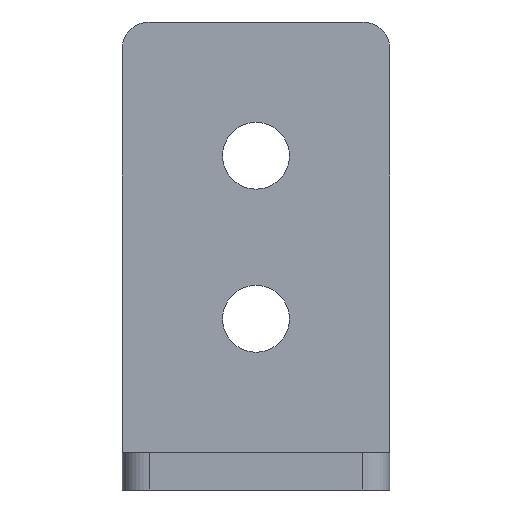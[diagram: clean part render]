
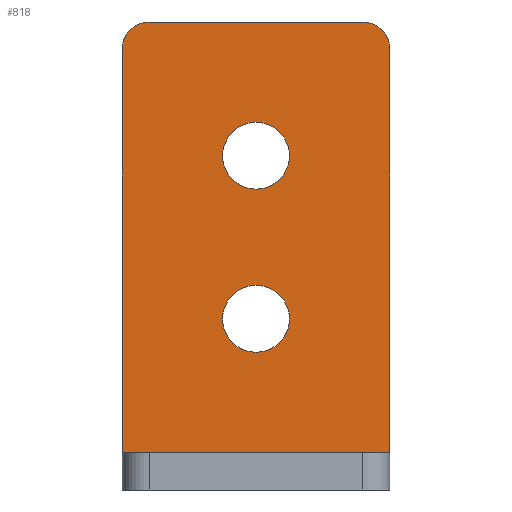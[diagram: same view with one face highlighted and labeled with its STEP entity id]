
A CAD part, left-side view. The second image highlights one B-rep face of the part: STEP entity #818.
In plain terms, the highlighted planar face has unit normal (-1, 0, 0).
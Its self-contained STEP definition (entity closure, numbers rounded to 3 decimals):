
#22=FACE_BOUND('',#140,.T.);
#23=FACE_BOUND('',#141,.T.);
#52=PLANE('',#896);
#91=FACE_OUTER_BOUND('',#139,.T.);
#139=EDGE_LOOP('',(#748,#749,#750,#751,#752,#753));
#140=EDGE_LOOP('',(#754));
#141=EDGE_LOOP('',(#755));
#169=LINE('',#1190,#263);
#220=LINE('',#1297,#314);
#234=LINE('',#1336,#328);
#237=LINE('',#1341,#331);
#263=VECTOR('',#964,1.);
#314=VECTOR('',#1053,1.);
#328=VECTOR('',#1097,1.);
#331=VECTOR('',#1102,1.);
#350=CIRCLE('',#887,2.5);
#351=CIRCLE('',#889,2.5);
#352=CIRCLE('',#891,2.);
#353=CIRCLE('',#895,2.);
#380=VERTEX_POINT('',#1188);
#381=VERTEX_POINT('',#1189);
#417=VERTEX_POINT('',#1294);
#418=VERTEX_POINT('',#1296);
#426=VERTEX_POINT('',#1323);
#427=VERTEX_POINT('',#1327);
#428=VERTEX_POINT('',#1331);
#429=VERTEX_POINT('',#1338);
#463=EDGE_CURVE('',#380,#381,#169,.T.);
#516=EDGE_CURVE('',#418,#417,#220,.T.);
#531=EDGE_CURVE('',#426,#426,#350,.T.);
#533=EDGE_CURVE('',#427,#427,#351,.T.);
#535=EDGE_CURVE('',#418,#428,#352,.F.);
#537=EDGE_CURVE('',#381,#428,#234,.T.);
#540=EDGE_CURVE('',#380,#429,#237,.T.);
#541=EDGE_CURVE('',#429,#417,#353,.F.);
#748=ORIENTED_EDGE('',*,*,#463,.T.);
#749=ORIENTED_EDGE('',*,*,#537,.T.);
#750=ORIENTED_EDGE('',*,*,#535,.F.);
#751=ORIENTED_EDGE('',*,*,#516,.T.);
#752=ORIENTED_EDGE('',*,*,#541,.F.);
#753=ORIENTED_EDGE('',*,*,#540,.F.);
#754=ORIENTED_EDGE('',*,*,#533,.F.);
#755=ORIENTED_EDGE('',*,*,#531,.F.);
#818=ADVANCED_FACE('',(#91,#22,#23),#52,.T.);
#887=AXIS2_PLACEMENT_3D('',#1325,#1082,#1083);
#889=AXIS2_PLACEMENT_3D('',#1329,#1087,#1088);
#891=AXIS2_PLACEMENT_3D('',#1333,#1092,#1093);
#895=AXIS2_PLACEMENT_3D('',#1343,#1105,#1106);
#896=AXIS2_PLACEMENT_3D('',#1344,#1107,#1108);
#964=DIRECTION('',(0.,-1.,0.));
#1053=DIRECTION('',(0.,1.,0.));
#1082=DIRECTION('center_axis',(-1.,0.,0.));
#1083=DIRECTION('ref_axis',(0.,0.,
1.));
#1087=DIRECTION('center_axis',(-1.,0.,0.));
#1088=DIRECTION('ref_axis',(0.,0.,
1.));
#1092=DIRECTION('center_axis',(-1.,0.,0.));
#1093=DIRECTION('ref_axis',(0.,-1.,0.));
#1097=DIRECTION('',(0.,0.,1.));
#1102=DIRECTION('',(0.,0.,1.));
#1105=DIRECTION('center_axis',(-1.,0.,0.));
#1106=DIRECTION('ref_axis',(0.,0.,
1.));
#1107=DIRECTION('center_axis',(-1.,0.,0.));
#1108=DIRECTION('ref_axis',(0.,-1.,0.));
#1188=CARTESIAN_POINT('',(-2.8,0.,2.8));
#1189=CARTESIAN_POINT('',(-2.8,-20.,2.8));
#1190=CARTESIAN_POINT('',(-2.8,-13.,2.8));
#1294=CARTESIAN_POINT('',(-2.8,-2.,35.));
#1296=CARTESIAN_POINT('',(-2.8,-18.,35.));
#1297=CARTESIAN_POINT('',(-2.8,-13.,35.));
#1323=CARTESIAN_POINT('',(-2.8,-10.,22.5));
#1325=CARTESIAN_POINT('Origin',(-2.8,-10.,25.));
#1327=CARTESIAN_POINT('',(-2.8,-10.,10.3));
#1329=CARTESIAN_POINT('Origin',(-2.8,-10.,12.8));
#1331=CARTESIAN_POINT('',(-2.8,-20.,33.));
#1333=CARTESIAN_POINT('Origin',(-2.8,-18.,33.));
#1336=CARTESIAN_POINT('',(-2.8,-20.,2.8));
#1338=CARTESIAN_POINT('',(-2.8,0.,33.));
#1341=CARTESIAN_POINT('',(-2.8,0.,2.8));
#1343=CARTESIAN_POINT('Origin',(-2.8,-2.,33.));
#1344=CARTESIAN_POINT('Origin',(-2.8,0.,2.8));
